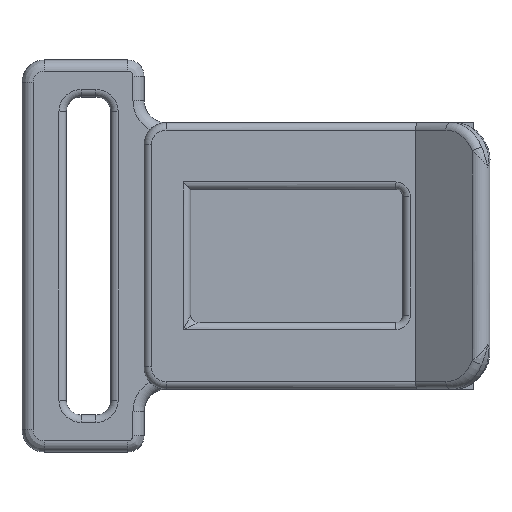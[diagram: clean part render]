
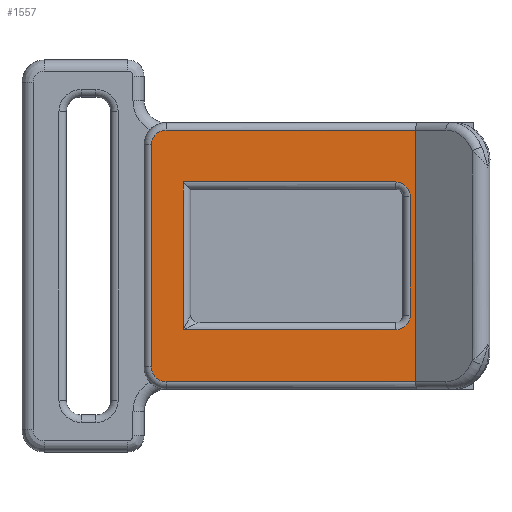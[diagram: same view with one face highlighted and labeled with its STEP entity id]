
A CAD part, top view. The second image highlights one B-rep face of the part: STEP entity #1557.
In plain terms, the highlighted planar face has unit normal (0, 0, 1).
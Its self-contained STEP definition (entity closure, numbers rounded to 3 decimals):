
#20=FACE_BOUND('',#477,.T.);
#32=PLANE('',#1704);
#75=LINE('',#2685,#187);
#76=LINE('',#2687,#188);
#86=LINE('',#2764,#198);
#92=LINE('',#2802,#204);
#93=LINE('',#2806,#205);
#94=LINE('',#2810,#206);
#95=LINE('',#2814,#207);
#96=LINE('',#2816,#208);
#187=VECTOR('',#1948,10.);
#188=VECTOR('',#1951,10.);
#198=VECTOR('',#1981,10.);
#204=VECTOR('',#2011,10.);
#205=VECTOR('',#2016,10.);
#206=VECTOR('',#2021,10.);
#207=VECTOR('',#2024,10.);
#208=VECTOR('',#2027,10.);
#377=FACE_OUTER_BOUND('',#476,.T.);
#476=EDGE_LOOP('',(#1202,#1203,#1204,#1205,#1206,#1207));
#477=EDGE_LOOP('',(#1208,#1209,#1210,#1211,#1212,#1213));
#585=CIRCLE('',#1693,2.);
#588=CIRCLE('',#1698,2.);
#590=CIRCLE('',#1705,2.);
#591=CIRCLE('',#1706,2.);
#693=VERTEX_POINT('',#2606);
#696=VERTEX_POINT('',#2614);
#702=VERTEX_POINT('',#2683);
#711=VERTEX_POINT('',#2752);
#713=VERTEX_POINT('',#2763);
#718=VERTEX_POINT('',#2787);
#719=VERTEX_POINT('',#2789);
#721=VERTEX_POINT('',#2798);
#722=VERTEX_POINT('',#2804);
#723=VERTEX_POINT('',#2809);
#724=VERTEX_POINT('',#2811);
#725=VERTEX_POINT('',#2813);
#863=EDGE_CURVE('',#702,#693,#75,.T.);
#864=EDGE_CURVE('',#696,#693,#76,.T.);
#880=EDGE_CURVE('',#711,#713,#86,.T.);
#888=EDGE_CURVE('',#718,#719,#585,.T.);
#893=EDGE_CURVE('',#713,#721,#588,.T.);
#895=EDGE_CURVE('',#721,#718,#92,.T.);
#897=EDGE_CURVE('',#719,#722,#93,.T.);
#898=EDGE_CURVE('',#696,#723,#94,.T.);
#899=EDGE_CURVE('',#724,#702,#590,.T.);
#900=EDGE_CURVE('',#725,#724,#95,.T.);
#901=EDGE_CURVE('',#723,#725,#591,.T.);
#902=EDGE_CURVE('',#722,#711,#96,.T.);
#1202=ORIENTED_EDGE('',*,*,#898,.F.);
#1203=ORIENTED_EDGE('',*,*,#864,.T.);
#1204=ORIENTED_EDGE('',*,*,#863,.F.);
#1205=ORIENTED_EDGE('',*,*,#899,.F.);
#1206=ORIENTED_EDGE('',*,*,#900,.F.);
#1207=ORIENTED_EDGE('',*,*,#901,.F.);
#1208=ORIENTED_EDGE('',*,*,#902,.F.);
#1209=ORIENTED_EDGE('',*,*,#897,.F.);
#1210=ORIENTED_EDGE('',*,*,#888,.F.);
#1211=ORIENTED_EDGE('',*,*,#895,.F.);
#1212=ORIENTED_EDGE('',*,*,#893,.F.);
#1213=ORIENTED_EDGE('',*,*,#880,.F.);
#1557=ADVANCED_FACE('',(#377,#20),#32,.T.);
#1693=AXIS2_PLACEMENT_3D('',#2790,#1993,#1994);
#1698=AXIS2_PLACEMENT_3D('',#2799,#2005,#2006);
#1704=AXIS2_PLACEMENT_3D('',#2808,#2019,#2020);
#1705=AXIS2_PLACEMENT_3D('',#2812,#2022,#2023);
#1706=AXIS2_PLACEMENT_3D('',#2815,#2025,#2026);
#1948=DIRECTION('',(1.,0.,0.));
#1951=DIRECTION('',(0.,1.,0.));
#1981=DIRECTION('',(1.,0.,0.));
#1993=DIRECTION('center_axis',(0.,0.,1.));
#1994=DIRECTION('ref_axis',(0.707,0.707,0.));
#2005=DIRECTION('center_axis',(0.,0.,1.));
#2006=DIRECTION('ref_axis',(0.707,-0.707,0.));
#2011=DIRECTION('',(0.,1.,0.));
#2016=DIRECTION('',(-1.,0.,0.));
#2019=DIRECTION('center_axis',(0.,0.,1.));
#2020=DIRECTION('ref_axis',(1.,0.,0.));
#2021=DIRECTION('',(-1.,0.,0.));
#2022=DIRECTION('center_axis',(0.,0.,-1.));
#2023=DIRECTION('ref_axis',(-0.357,0.934,0.));
#2024=DIRECTION('',(0.,1.,0.));
#2025=DIRECTION('center_axis',(0.,0.,-1.));
#2026=DIRECTION('ref_axis',(-0.357,-0.934,0.));
#2027=DIRECTION('',(0.,-1.,0.));
#2606=CARTESIAN_POINT('',(4.208,18.809,9.2));
#2614=CARTESIAN_POINT('',(4.208,-15.209,9.2));
#2683=CARTESIAN_POINT('',(-29.5,18.809,9.2));
#2685=CARTESIAN_POINT('',(-4.,18.809,9.2));
#2687=CARTESIAN_POINT('',(4.208,-7.205,9.2));
#2752=CARTESIAN_POINT('',(-27.2,-8.2,9.2));
#2763=CARTESIAN_POINT('',(1.5,-8.2,9.2));
#2764=CARTESIAN_POINT('',(-19.25,-8.2,9.2));
#2787=CARTESIAN_POINT('',(3.5,9.8,9.2));
#2789=CARTESIAN_POINT('',(1.5,11.8,9.2));
#2790=CARTESIAN_POINT('Origin',(1.5,9.8,9.2));
#2798=CARTESIAN_POINT('',(3.5,-6.2,9.2));
#2799=CARTESIAN_POINT('Origin',(1.5,-6.2,9.2));
#2802=CARTESIAN_POINT('',(3.5,-2.2,9.2));
#2804=CARTESIAN_POINT('',(-27.2,11.8,9.2));
#2806=CARTESIAN_POINT('',(-5.25,11.8,9.2));
#2808=CARTESIAN_POINT('Origin',(-13.5,1.8,9.2));
#2809=CARTESIAN_POINT('',(-29.5,-15.209,9.2));
#2810=CARTESIAN_POINT('',(-23.,-15.209,9.2));
#2811=CARTESIAN_POINT('',(-31.5,16.809,9.2));
#2812=CARTESIAN_POINT('Origin',(-29.5,16.809,9.2));
#2813=CARTESIAN_POINT('',(-31.5,-13.209,9.2));
#2814=CARTESIAN_POINT('',(-31.5,10.7,9.2));
#2815=CARTESIAN_POINT('Origin',(-29.5,-13.209,9.2));
#2816=CARTESIAN_POINT('',(-27.2,-2.2,9.2));
